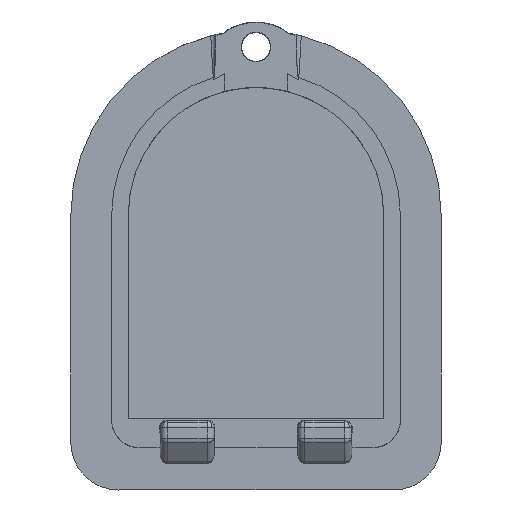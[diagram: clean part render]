
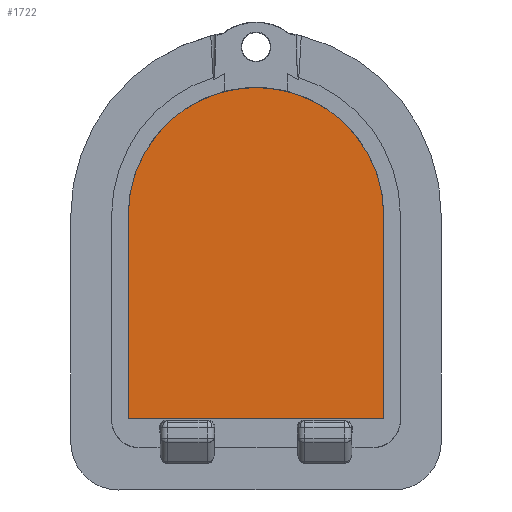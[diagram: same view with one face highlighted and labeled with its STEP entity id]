
A CAD part, top view. The second image highlights one B-rep face of the part: STEP entity #1722.
In plain terms, the highlighted planar face has unit normal (0, 0, 1).
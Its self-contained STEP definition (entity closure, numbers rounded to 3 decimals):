
#207 = EDGE_CURVE ( 'NONE', #4408, #548, #9311, .T. ) ;
#548 = VERTEX_POINT ( 'NONE', #4159 ) ;
#592 = DIRECTION ( 'NONE',  ( 0., -1., 0. ) ) ;
#594 = VECTOR ( 'NONE', #9870, 1000. ) ;
#1612 = AXIS2_PLACEMENT_3D ( 'NONE', #11637, #11439, #12662 ) ;
#1701 = LINE ( 'NONE', #6947, #8143 ) ;
#1722 = ADVANCED_FACE ( 'NONE', ( #10510 ), #6776, .T. ) ;
#1869 = EDGE_CURVE ( 'NONE', #12432, #2932, #1701, .T. ) ;
#2057 = CARTESIAN_POINT ( 'NONE',  ( 9.3, 0., 5.65 ) ) ;
#2124 = DIRECTION ( 'NONE',  ( 1., 0., 0. ) ) ;
#2199 = VERTEX_POINT ( 'NONE', #3429 ) ;
#2221 = DIRECTION ( 'NONE',  ( 0., 0., 1. ) ) ;
#2226 = CARTESIAN_POINT ( 'NONE',  ( 0., -15.793, 5.65 ) ) ;
#2494 = DIRECTION ( 'NONE',  ( 1., 0., 0. ) ) ;
#2748 = ORIENTED_EDGE ( 'NONE', *, *, #4626, .T. ) ;
#2932 = VERTEX_POINT ( 'NONE', #11341 ) ;
#3429 = CARTESIAN_POINT ( 'NONE',  ( -9.109, -15.793, 5.65 ) ) ;
#4022 = EDGE_CURVE ( 'NONE', #7655, #10246, #7144, .T. ) ;
#4159 = CARTESIAN_POINT ( 'NONE',  ( -9.3, -15.4, 5.65 ) ) ;
#4172 = VECTOR ( 'NONE', #10392, 1000. ) ;
#4235 = EDGE_CURVE ( 'NONE', #10951, #2199, #5046, .T. ) ;
#4271 = CARTESIAN_POINT ( 'NONE',  ( -8.8, -15.4, 5.65 ) ) ;
#4290 = EDGE_CURVE ( 'NONE', #10951, #12432, #4939, .T. ) ;
#4408 = VERTEX_POINT ( 'NONE', #11625 ) ;
#4457 = AXIS2_PLACEMENT_3D ( 'NONE', #4271, #2221, #8072 ) ;
#4554 = LINE ( 'NONE', #12338, #4172 ) ;
#4626 = EDGE_CURVE ( 'NONE', #548, #2199, #12488, .T. ) ;
#4680 = ORIENTED_EDGE ( 'NONE', *, *, #207, .T. ) ;
#4815 = AXIS2_PLACEMENT_3D ( 'NONE', #10711, #11670, #8575 ) ;
#4939 = LINE ( 'NONE', #8860, #594 ) ;
#5008 = DIRECTION ( 'NONE',  ( 0., 0., 1. ) ) ;
#5029 = CARTESIAN_POINT ( 'NONE',  ( 9.3, 0., 5.65 ) ) ;
#5046 = LINE ( 'NONE', #2226, #5913 ) ;
#5251 = ORIENTED_EDGE ( 'NONE', *, *, #8262, .F. ) ;
#5472 = VECTOR ( 'NONE', #592, 1000. ) ;
#5641 = CARTESIAN_POINT ( 'NONE',  ( -9.3, 0., 5.65 ) ) ;
#5730 = CARTESIAN_POINT ( 'NONE',  ( 9.3, -15.4, 5.65 ) ) ;
#5913 = VECTOR ( 'NONE', #10795, 1000. ) ;
#6776 = PLANE ( 'NONE',  #4815 ) ;
#6799 = ORIENTED_EDGE ( 'NONE', *, *, #1869, .T. ) ;
#6910 = ORIENTED_EDGE ( 'NONE', *, *, #4235, .F. ) ;
#6947 = CARTESIAN_POINT ( 'NONE',  ( 5., -15.793, 5.65 ) ) ;
#6964 = LINE ( 'NONE', #5029, #11504 ) ;
#7144 = CIRCLE ( 'NONE', #1612, 0.5 ) ;
#7196 = CARTESIAN_POINT ( 'NONE',  ( 9.109, -15.793, 5.65 ) ) ;
#7578 = VERTEX_POINT ( 'NONE', #2057 ) ;
#7655 = VERTEX_POINT ( 'NONE', #7196 ) ;
#8072 = DIRECTION ( 'NONE',  ( 1., 0., 0. ) ) ;
#8143 = VECTOR ( 'NONE', #2124, 1000. ) ;
#8262 = EDGE_CURVE ( 'NONE', #7655, #2932, #4554, .T. ) ;
#8356 = EDGE_LOOP ( 'NONE', ( #12278, #6799, #5251, #10450, #8520, #9310, #4680, #2748, #6910 ) ) ;
#8520 = ORIENTED_EDGE ( 'NONE', *, *, #10821, .T. ) ;
#8547 = CARTESIAN_POINT ( 'NONE',  ( 2.974, -15.793, 5.65 ) ) ;
#8575 = DIRECTION ( 'NONE',  ( 1., 0., 0. ) ) ;
#8860 = CARTESIAN_POINT ( 'NONE',  ( -5., -15.793, 5.65 ) ) ;
#9310 = ORIENTED_EDGE ( 'NONE', *, *, #9312, .T. ) ;
#9311 = LINE ( 'NONE', #5641, #5472 ) ;
#9312 = EDGE_CURVE ( 'NONE', #7578, #4408, #10867, .T. ) ;
#9870 = DIRECTION ( 'NONE',  ( 1., 0., 0. ) ) ;
#9886 = CARTESIAN_POINT ( 'NONE',  ( 0., 0., 5.65 ) ) ;
#10246 = VERTEX_POINT ( 'NONE', #5730 ) ;
#10392 = DIRECTION ( 'NONE',  ( -1., 0., 0. ) ) ;
#10450 = ORIENTED_EDGE ( 'NONE', *, *, #4022, .T. ) ;
#10510 = FACE_OUTER_BOUND ( 'NONE', #8356, .T. ) ;
#10711 = CARTESIAN_POINT ( 'NONE',  ( 0., 0., 5.65 ) ) ;
#10795 = DIRECTION ( 'NONE',  ( -1., 0., 0. ) ) ;
#10821 = EDGE_CURVE ( 'NONE', #10246, #7578, #6964, .T. ) ;
#10867 = CIRCLE ( 'NONE', #11895, 9.3 ) ;
#10918 = CARTESIAN_POINT ( 'NONE',  ( -6.98, -15.793, 5.65 ) ) ;
#10951 = VERTEX_POINT ( 'NONE', #10918 ) ;
#11341 = CARTESIAN_POINT ( 'NONE',  ( 6.98, -15.793, 5.65 ) ) ;
#11439 = DIRECTION ( 'NONE',  ( 0., 0., 1. ) ) ;
#11504 = VECTOR ( 'NONE', #11987, 1000. ) ;
#11625 = CARTESIAN_POINT ( 'NONE',  ( -9.3, 0., 5.65 ) ) ;
#11637 = CARTESIAN_POINT ( 'NONE',  ( 8.8, -15.4, 5.65 ) ) ;
#11670 = DIRECTION ( 'NONE',  ( 0., 0., 1. ) ) ;
#11895 = AXIS2_PLACEMENT_3D ( 'NONE', #9886, #5008, #2494 ) ;
#11987 = DIRECTION ( 'NONE',  ( 0., 1., 0. ) ) ;
#12278 = ORIENTED_EDGE ( 'NONE', *, *, #4290, .T. ) ;
#12338 = CARTESIAN_POINT ( 'NONE',  ( 0., -15.793, 5.65 ) ) ;
#12432 = VERTEX_POINT ( 'NONE', #8547 ) ;
#12488 = CIRCLE ( 'NONE', #4457, 0.5 ) ;
#12662 = DIRECTION ( 'NONE',  ( 1., 0., 0. ) ) ;
